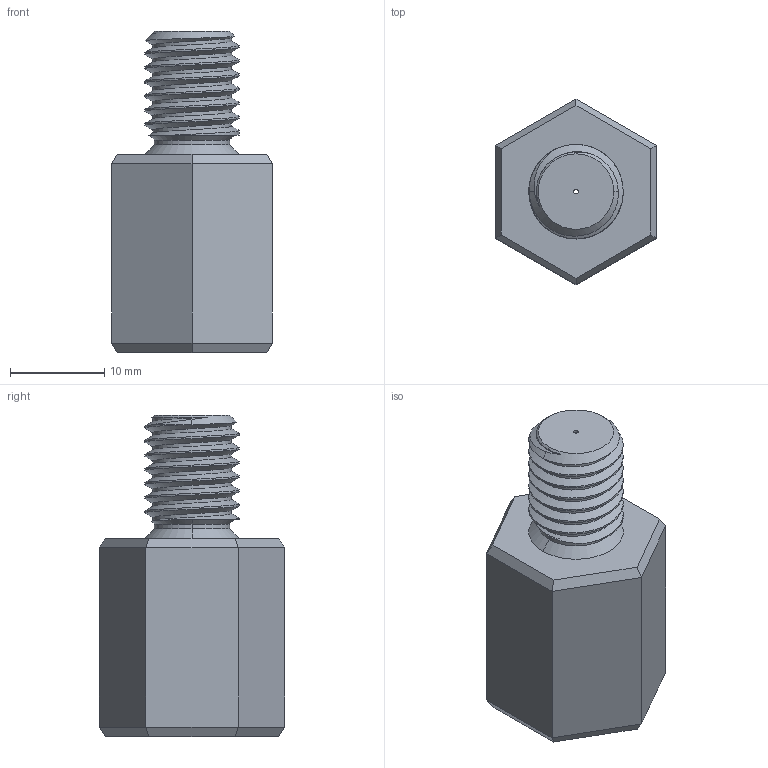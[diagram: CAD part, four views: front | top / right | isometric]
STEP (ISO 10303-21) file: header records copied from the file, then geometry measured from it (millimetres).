
FILE_DESCRIPTION (( 'STEP AP203' ), '1' );
FILE_NAME ('INJECTEUR DEVIS.STEP', '2021-03-03T19:08:03', ( 'samfly' ), ( '' ), 'SwSTEP 2.0', 'SolidWorks 2018', '' );
FILE_SCHEMA (( 'CONFIG_CONTROL_DESIGN' ));
Length unit declared in the file: millimetre
Products named in the file (1): INJECTEUR DEVIS
Bounding box: 17 x 19.63 x 34 mm (x, y, z)
Volume: 4327.4 mm3; surface area: 2865.1 mm2
Topology: 1 solids, 1 shells, 55 faces, 134 edges, 82 vertices
Faces by surface type: plane 23, cylinder 20, cone 9, bspline 3
Entity records: 4945 total; most frequent: CARTESIAN_POINT 3679, ORIENTED_EDGE 268, DIRECTION 216, EDGE_CURVE 134, VERTEX_POINT 82, AXIS2_PLACEMENT_3D 72, LINE 72, VECTOR 72
